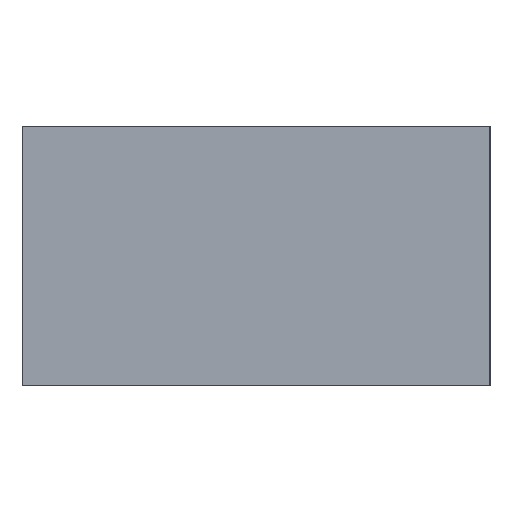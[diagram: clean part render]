
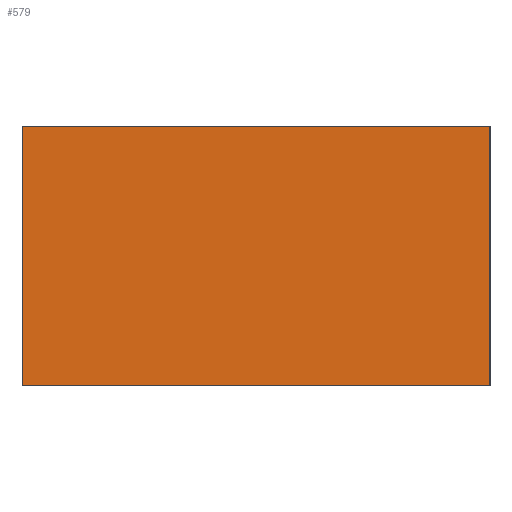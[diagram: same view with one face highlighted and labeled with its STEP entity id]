
A CAD part, left-side view. The second image highlights one B-rep face of the part: STEP entity #579.
In plain terms, the highlighted planar face has unit normal (-1, 0, 0).
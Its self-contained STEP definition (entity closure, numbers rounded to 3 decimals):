
#476 = VERTEX_POINT('',#477);
#477 = CARTESIAN_POINT('',(0.,-1.01,-0.01));
#483 = EDGE_CURVE('',#476,#484,#486,.T.);
#484 = VERTEX_POINT('',#485);
#485 = CARTESIAN_POINT('',(0.,-1.01,1.11));
#486 = LINE('',#487,#488);
#487 = CARTESIAN_POINT('',(0.,-1.01,-0.01));
#488 = VECTOR('',#489,1.);
#489 = DIRECTION('',(0.,0.,1.));
#506 = EDGE_CURVE('',#484,#507,#509,.T.);
#507 = VERTEX_POINT('',#508);
#508 = CARTESIAN_POINT('',(0.,1.01,1.11));
#509 = LINE('',#510,#511);
#510 = CARTESIAN_POINT('',(0.,-1.01,1.11));
#511 = VECTOR('',#512,1.);
#512 = DIRECTION('',(0.,1.,0.));
#530 = EDGE_CURVE('',#476,#531,#533,.T.);
#531 = VERTEX_POINT('',#532);
#532 = CARTESIAN_POINT('',(0.,1.01,-0.01));
#533 = LINE('',#534,#535);
#534 = CARTESIAN_POINT('',(0.,-1.01,-0.01));
#535 = VECTOR('',#536,1.);
#536 = DIRECTION('',(0.,1.,0.));
#555 = EDGE_CURVE('',#531,#507,#556,.T.);
#556 = LINE('',#557,#558);
#557 = CARTESIAN_POINT('',(0.,1.01,-0.01));
#558 = VECTOR('',#559,1.);
#559 = DIRECTION('',(0.,0.,1.));
#579 = ADVANCED_FACE('',(#580),#586,.F.);
#580 = FACE_BOUND('',#581,.F.);
#581 = EDGE_LOOP('',(#582,#583,#584,#585));
#582 = ORIENTED_EDGE('',*,*,#483,.F.);
#583 = ORIENTED_EDGE('',*,*,#530,.T.);
#584 = ORIENTED_EDGE('',*,*,#555,.T.);
#585 = ORIENTED_EDGE('',*,*,#506,.F.);
#586 = PLANE('',#587);
#587 = AXIS2_PLACEMENT_3D('',#588,#589,#590);
#588 = CARTESIAN_POINT('',(0.,-1.01,-0.01));
#589 = DIRECTION('',(1.,0.,0.));
#590 = DIRECTION('',(0.,0.,1.));
